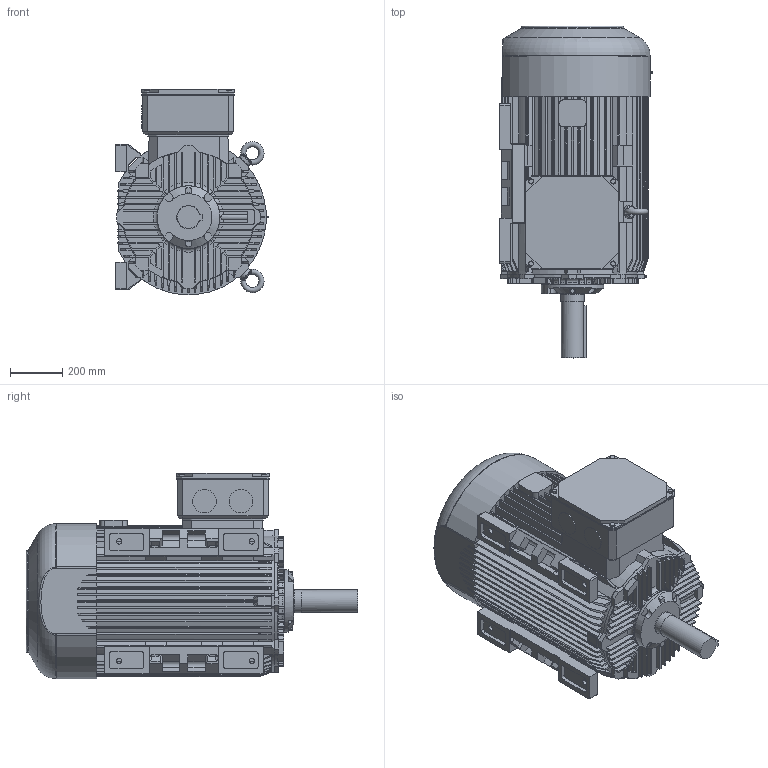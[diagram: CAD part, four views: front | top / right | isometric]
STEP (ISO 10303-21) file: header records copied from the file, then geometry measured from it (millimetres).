
FILE_DESCRIPTION( ( 'Unknown' ), '1' );
FILE_NAME( 'SIE447_T4A.stp', 'Unknown', ( 'Unknown' ), ( 'Unknown' ), 'XStep 1.0', 'Unknown', ' ' );
FILE_SCHEMA( ( 'CONFIG_CONTROL_DESIGN' ) );
Length unit declared in the file: millimetre
Products named in the file (1): 1
Bounding box: 585.4 x 1271.26 x 786.69 mm (x, y, z)
Volume: 257511083.4 mm3; surface area: 6063172.9 mm2
Topology: 1 solids, 8 shells, 1507 faces, 4191 edges, 2719 vertices
Faces by surface type: plane 985, cylinder 312, cone 97, torus 64, bspline 45, sphere 4
Full cylindrical faces by diameter (mm): 1.6 x2, 5 x10, 16.63 x4, 21 x4, 50 x2, 85.799 x1, 89.1 x1, 90 x3, 238 x1, 240 x1
Entity records: 61568 total; most frequent: CARTESIAN_POINT 23589, ORIENTED_EDGE 8240, DIRECTION 7521, EDGE_CURVE 4120, VERTEX_POINT 2700, LINE 2593, VECTOR 2593, AXIS2_PLACEMENT_3D 2464
